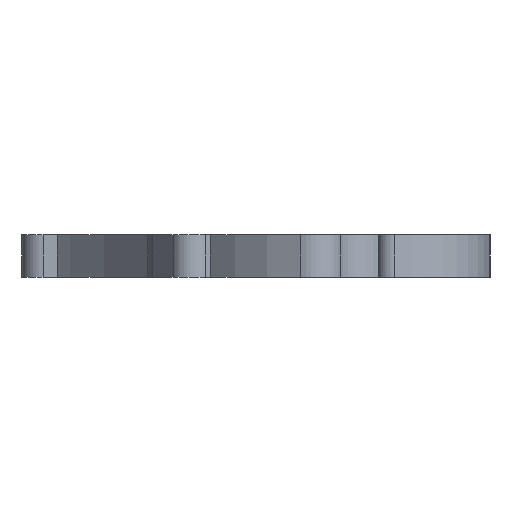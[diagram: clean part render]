
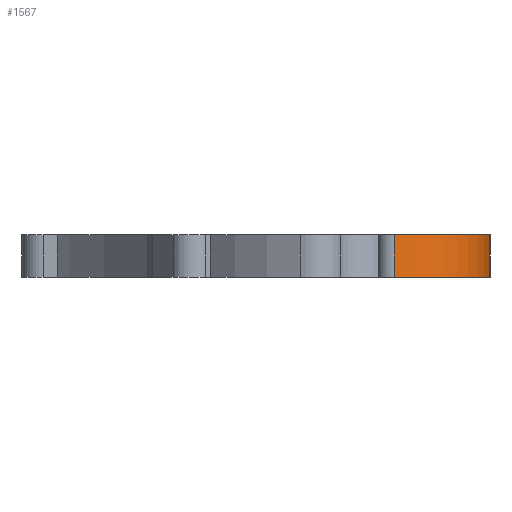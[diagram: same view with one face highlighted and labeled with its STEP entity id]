
A CAD part, left-side view. The second image highlights one B-rep face of the part: STEP entity #1567.
In plain terms, the highlighted cylindrical face has radius 7.943 mm (diameter 15.885 mm), a partial arc.
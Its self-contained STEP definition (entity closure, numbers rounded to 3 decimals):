
#32=CIRCLE('',#1615,7.943);
#102=CIRCLE('',#1720,7.943);
#135=CYLINDRICAL_SURFACE('',#1746,7.943);
#211=FACE_OUTER_BOUND('',#291,.T.);
#291=EDGE_LOOP('',(#1407,#1408,#1409,#1410));
#444=LINE('',#2692,#594);
#445=LINE('',#2694,#595);
#594=VECTOR('',#2204,10.);
#595=VECTOR('',#2207,10.);
#634=VERTEX_POINT('',#2315);
#635=VERTEX_POINT('',#2317);
#759=VERTEX_POINT('',#2635);
#760=VERTEX_POINT('',#2637);
#795=EDGE_CURVE('',#635,#634,#32,.T.);
#955=EDGE_CURVE('',#759,#760,#102,.T.);
#984=EDGE_CURVE('',#634,#760,#444,.T.);
#985=EDGE_CURVE('',#635,#759,#445,.T.);
#1407=ORIENTED_EDGE('',*,*,#795,.T.);
#1408=ORIENTED_EDGE('',*,*,#984,.T.);
#1409=ORIENTED_EDGE('',*,*,#955,.F.);
#1410=ORIENTED_EDGE('',*,*,#985,.F.);
#1567=ADVANCED_FACE('',(#211),#135,.T.);
#1615=AXIS2_PLACEMENT_3D('',#2318,#1824,#1825);
#1720=AXIS2_PLACEMENT_3D('',#2638,#2124,#2125);
#1746=AXIS2_PLACEMENT_3D('',#2693,#2205,#2206);
#1824=DIRECTION('center_axis',(0.,0.,1.));
#1825=DIRECTION('ref_axis',(-0.99,-0.144,0.));
#2124=DIRECTION('center_axis',(0.,0.,1.));
#2125=DIRECTION('ref_axis',(-0.99,-0.144,0.));
#2204=DIRECTION('',(0.,0.,1.));
#2205=DIRECTION('center_axis',(0.,0.,1.));
#2206=DIRECTION('ref_axis',(-0.99,-0.144,0.));
#2207=DIRECTION('',(0.,0.,1.));
#2315=CARTESIAN_POINT('',(-70.,0.,0.));
#2317=CARTESIAN_POINT('',(-77.86,6.799,0.));
#2318=CARTESIAN_POINT('Origin',(-70.,7.943,0.));
#2635=CARTESIAN_POINT('',(-77.86,6.799,3.));
#2637=CARTESIAN_POINT('',(-70.,0.,3.));
#2638=CARTESIAN_POINT('Origin',(-70.,7.943,3.));
#2692=CARTESIAN_POINT('',(-70.,0.,0.));
#2693=CARTESIAN_POINT('Origin',(-70.,7.943,0.));
#2694=CARTESIAN_POINT('',(-77.86,6.799,0.));
